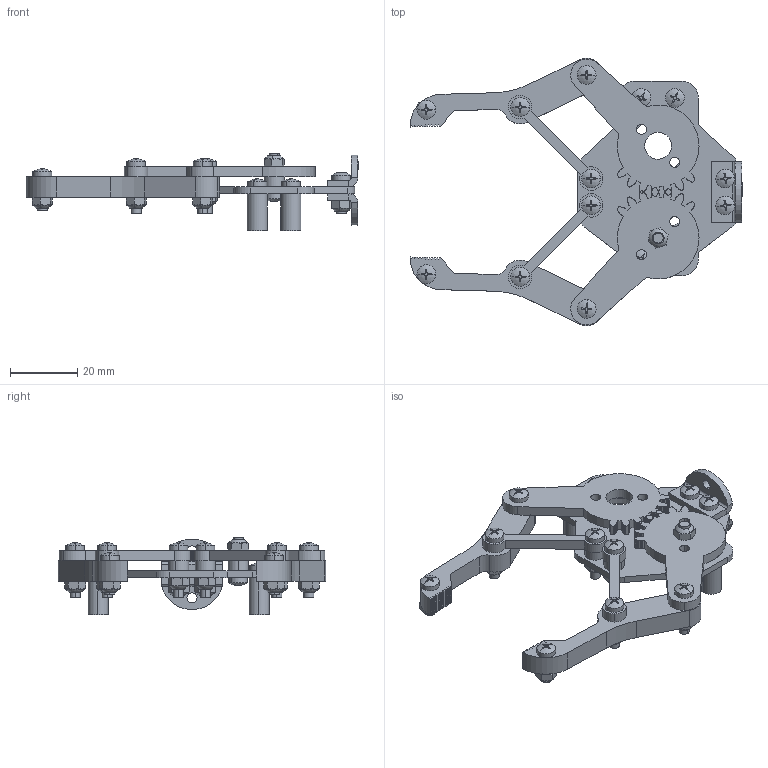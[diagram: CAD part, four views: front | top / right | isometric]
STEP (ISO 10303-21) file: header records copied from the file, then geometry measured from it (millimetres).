
FILE_DESCRIPTION (( 'STEP AP203' ), '1' );
FILE_NAME ('爪子（配合）.STEP', '2018-03-16T03:49:26', ( '' ), ( '' ), 'SwSTEP 2.0', 'SolidWorks 2016', '' );
FILE_SCHEMA (( 'CONFIG_CONTROL_DESIGN' ));
Length unit declared in the file: millimetre
Products named in the file (14): 酗裝; 忒蛈 ㄗ陔ㄘ; 蹟翐; 蛈赽喘謫 2; 假蚾諶; GB818-M3X6-ZN-4.8; 苤筵裝; GB6170-M3ㄗ赻坶ㄘ; 蛈赽ㄗ饜磁ㄘ; GB818-M3X12-ZN-4.8; 苤菜え; GB818-M3X14-ZN-4.8; GB818-M3X10-ZN-4.8; 蛈赽喘謫
Assembly tree (42 placements, depth 2):
  蛈赽ㄗ饜磁ㄘ
    忒蛈 ㄗ陔ㄘ
    假蚾諶  x2
    苤菜え  x3
    蛈赽喘謫 2
    蛈赽喘謫
    苤筵裝  x2
    酗裝  x2
    蹟翐  x4
    GB818-M3X10-ZN-4.8  x4
    GB6170-M3ㄗ赻坶ㄘ  x11
    GB818-M3X14-ZN-4.8  x6
    GB818-M3X12-ZN-4.8
    GB818-M3X6-ZN-4.8  x4
Bounding box: 98.97 x 79.69 x 23 mm (x, y, z)
Volume: 18086 mm3; surface area: 20306.6 mm2
Topology: 42 solids, 42 shells, 1526 faces, 3985 edges, 2558 vertices
Faces by surface type: plane 751, cylinder 375, cone 326, sphere 52, torus 22
Entity records: 28019 total; most frequent: CARTESIAN_POINT 4785, ORIENTED_EDGE 4430, DIRECTION 4373, EDGE_CURVE 2215, VECTOR 1569, LINE 1569, VERTEX_POINT 1462, AXIS2_PLACEMENT_3D 1402
